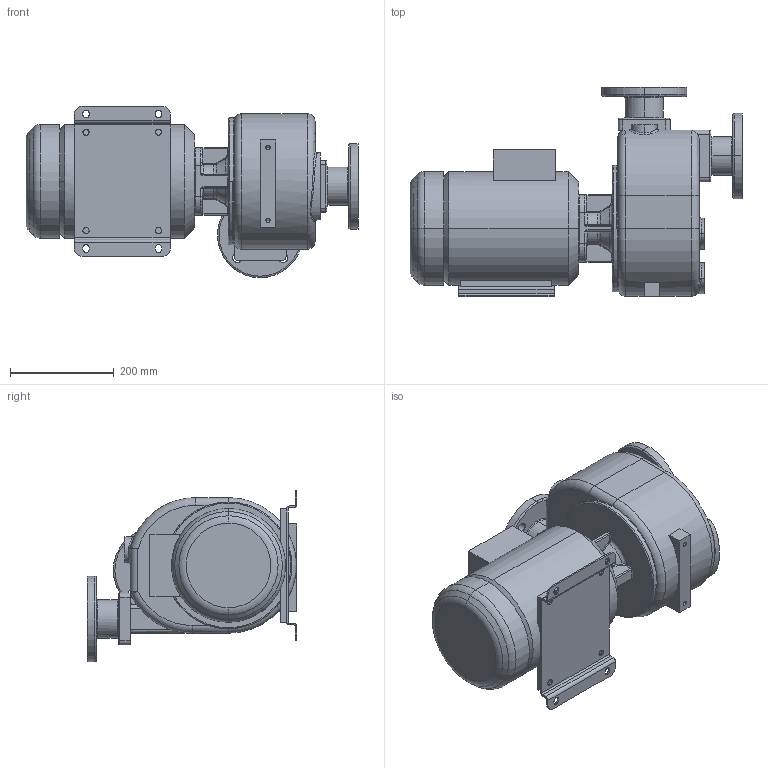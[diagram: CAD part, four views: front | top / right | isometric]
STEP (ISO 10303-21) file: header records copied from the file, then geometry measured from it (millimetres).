
FILE_DESCRIPTION((''),'2;1');
FILE_NAME('0000007887','2012-02-29T',('Amenduni'),(''),'PRO/ENGINEER BY PARAMETRIC TECHNOLOGY CORPORATION, 2011370','PRO/ENGINEER BY PARAMETRIC TECHNOLOGY CORPORATION, 2011370','');
FILE_SCHEMA(('CONFIG_CONTROL_DESIGN'));
Length unit declared in the file: millimetre
Products named in the file (1): 0000007887
Bounding box: 641.5 x 405 x 331 mm (x, y, z)
Volume: 26855787.4 mm3; surface area: 905340.5 mm2
Topology: 1 solids, 1 shells, 403 faces, 1019 edges, 636 vertices
Faces by surface type: cylinder 161, plane 110, torus 75, bspline 39, cone 14, extrusion 4
Entity records: 14812 total; most frequent: CARTESIAN_POINT 5025, DIRECTION 2115, ORIENTED_EDGE 2030, EDGE_CURVE 1015, AXIS2_PLACEMENT_3D 862, VERTEX_POINT 636, CIRCLE 502, EDGE_LOOP 453
